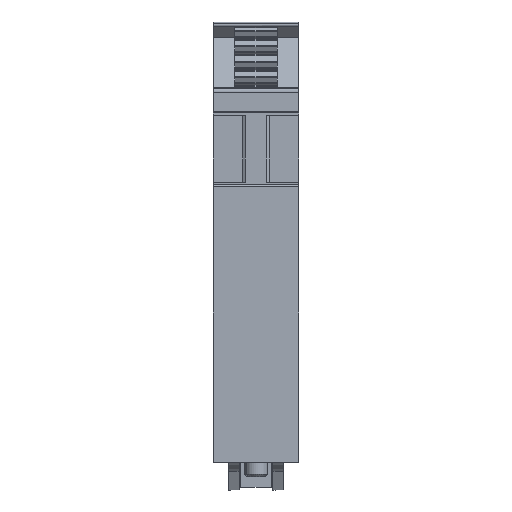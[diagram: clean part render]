
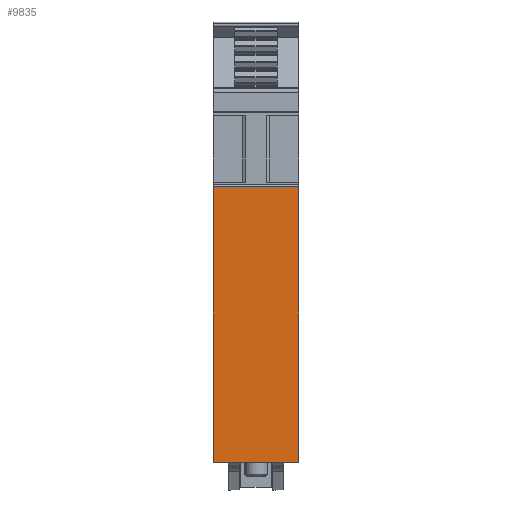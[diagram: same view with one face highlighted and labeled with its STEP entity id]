
A CAD part, front view. The second image highlights one B-rep face of the part: STEP entity #9835.
In plain terms, the highlighted planar face has unit normal (0, -1, 0).
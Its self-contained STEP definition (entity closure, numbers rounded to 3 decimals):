
#9645=AXIS2_PLACEMENT_3D('Plane Axis2P3D',#9642,#9643,#9644) ;
#8623=CARTESIAN_POINT('Vertex',(12.2,0.,43.05)) ;
#8627=CARTESIAN_POINT('Control Point',(12.2,0.,3.9)) ;
#8628=CARTESIAN_POINT('Control Point',(12.2,0.,13.688)) ;
#8629=CARTESIAN_POINT('Control Point',(12.2,0.,23.475)) ;
#8630=CARTESIAN_POINT('Control Point',(12.2,0.,33.263)) ;
#8631=CARTESIAN_POINT('Control Point',(12.2,0.,43.05)) ;
#8632=CARTESIAN_POINT('Vertex',(12.2,0.,3.9)) ;
#9642=CARTESIAN_POINT('Axis2P3D Location',(-0.075,0.,53.75)) ;
#9796=CARTESIAN_POINT('Line Origine',(6.1,0.,43.05)) ;
#9800=CARTESIAN_POINT('Vertex',(0.,0.,43.05)) ;
#9817=CARTESIAN_POINT('Line Origine',(0.,0.,23.475)) ;
#9821=CARTESIAN_POINT('Vertex',(0.,0.,3.9)) ;
#9824=CARTESIAN_POINT('Line Origine',(6.1,0.,3.9)) ;
#9643=DIRECTION('Axis2P3D Direction',(0.,1.,0.)) ;
#9644=DIRECTION('Axis2P3D XDirection',(0.,0.,1.)) ;
#9797=DIRECTION('Vector Direction',(1.,0.,0.)) ;
#9818=DIRECTION('Vector Direction',(0.,0.,-1.)) ;
#9825=DIRECTION('Vector Direction',(1.,0.,0.)) ;
#9798=VECTOR('Line Direction',#9797,1.) ;
#9819=VECTOR('Line Direction',#9818,1.) ;
#9826=VECTOR('Line Direction',#9825,1.) ;
#9830=ORIENTED_EDGE('',*,*,#9823,.F.) ;
#9831=ORIENTED_EDGE('',*,*,#9828,.T.) ;
#9832=ORIENTED_EDGE('',*,*,#8634,.F.) ;
#9833=ORIENTED_EDGE('',*,*,#9802,.F.) ;
#9835=ADVANCED_FACE('ISGH',(#9834),#9646,.F.) ;
#8626=B_SPLINE_CURVE_WITH_KNOTS('',4,(#8627,#8628,#8629,#8630,#8631),.UNSPECIFIED.,.F.,.U.,(5,5),(0.,39.15),.UNSPECIFIED.) ;
#8634=EDGE_CURVE('',#8624,#8633,#8626,.F.) ;
#9802=EDGE_CURVE('',#9801,#8624,#9799,.T.) ;
#9823=EDGE_CURVE('',#9822,#9801,#9820,.F.) ;
#9828=EDGE_CURVE('',#9822,#8633,#9827,.T.) ;
#9829=EDGE_LOOP('',(#9830,#9831,#9832,#9833)) ;
#9834=FACE_OUTER_BOUND('',#9829,.T.) ;
#9799=LINE('Line',#9796,#9798) ;
#9820=LINE('Line',#9817,#9819) ;
#9827=LINE('Line',#9824,#9826) ;
#9646=PLANE('',#9645) ;
#8624=VERTEX_POINT('',#8623) ;
#8633=VERTEX_POINT('',#8632) ;
#9801=VERTEX_POINT('',#9800) ;
#9822=VERTEX_POINT('',#9821) ;
